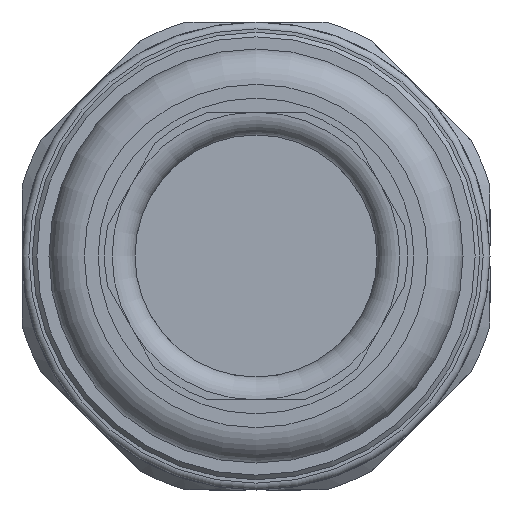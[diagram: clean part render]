
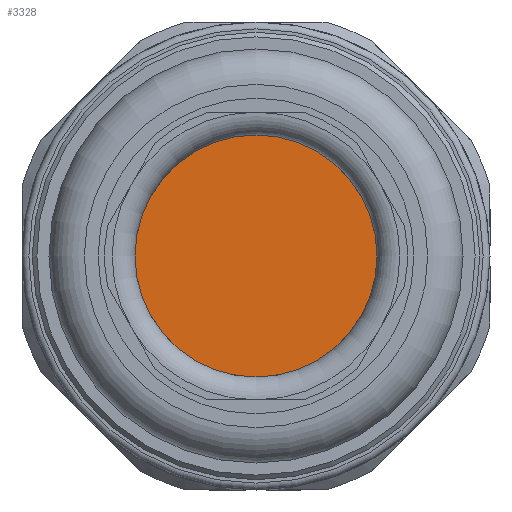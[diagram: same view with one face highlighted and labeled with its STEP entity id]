
A CAD part, front view. The second image highlights one B-rep face of the part: STEP entity #3328.
In plain terms, the highlighted planar face has unit normal (0, -1, 0).
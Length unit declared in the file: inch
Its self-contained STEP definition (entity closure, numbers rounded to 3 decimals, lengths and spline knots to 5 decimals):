
#627=FACE_OUTER_BOUND('',#840,.T.);
#840=EDGE_LOOP('',(#2141));
#1074=CIRCLE('',#3586,0.86811);
#1314=VERTEX_POINT('',#5166);
#1627=EDGE_CURVE('',#1314,#1314,#1074,.T.);
#2141=ORIENTED_EDGE('',*,*,#1627,.F.);
#3015=PLANE('',#3587);
#3328=ADVANCED_FACE('',(#627),#3015,.F.);
#3586=AXIS2_PLACEMENT_3D('',#5168,#4097,#4098);
#3587=AXIS2_PLACEMENT_3D('',#5169,#4099,#4100);
#4097=DIRECTION('center_axis',(0.,1.,0.));
#4098=DIRECTION('ref_axis',(0.,0.,-1.));
#4099=DIRECTION('center_axis',(0.,1.,0.));
#4100=DIRECTION('ref_axis',(1.,0.,0.));
#5166=CARTESIAN_POINT('',(0.,0.,-0.86811));
#5168=CARTESIAN_POINT('Origin',(0.,0.,0.));
#5169=CARTESIAN_POINT('Origin',(0.,0.,0.86811));
